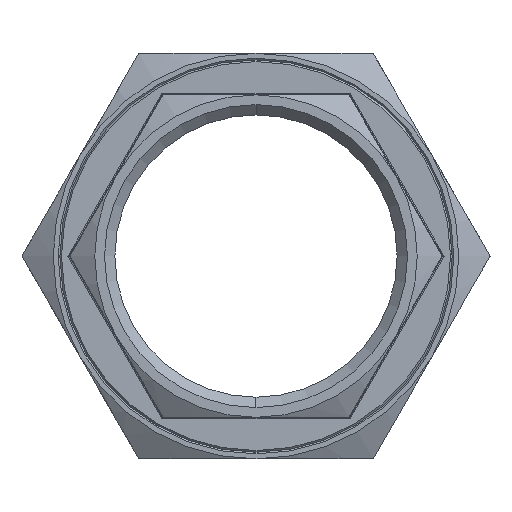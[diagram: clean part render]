
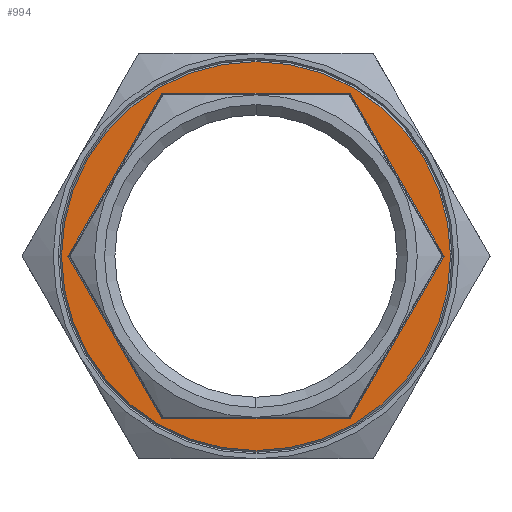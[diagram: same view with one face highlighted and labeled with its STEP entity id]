
A CAD part, left-side view. The second image highlights one B-rep face of the part: STEP entity #994.
In plain terms, the highlighted planar face has unit normal (-1, 0, 0).
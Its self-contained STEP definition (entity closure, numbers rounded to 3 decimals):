
#102 = AXIS2_PLACEMENT_3D ( 'NONE', #7633, #6317, #7581 ) ;
#135 = VERTEX_POINT ( 'NONE', #13827 ) ;
#200 = CARTESIAN_POINT ( 'NONE',  ( -16., -28.29, 49. ) ) ;
#360 = VERTEX_POINT ( 'NONE', #8447 ) ;
#594 = VERTEX_POINT ( 'NONE', #13815 ) ;
#653 = PLANE ( 'NONE',  #11291 ) ;
#700 = DIRECTION ( 'NONE',  ( 0., -1., 0. ) ) ;
#994 = ADVANCED_FACE ( 'NONE', ( #14290, #11057 ), #653, .T. ) ;
#1102 = VECTOR ( 'NONE', #11843, 1000. ) ;
#1198 = AXIS2_PLACEMENT_3D ( 'NONE', #10797, #11971, #13186 ) ;
#1373 = VECTOR ( 'NONE', #7428, 1000. ) ;
#1476 = VERTEX_POINT ( 'NONE', #7455 ) ;
#1570 = LINE ( 'NONE', #14665, #9301 ) ;
#1826 = CARTESIAN_POINT ( 'NONE',  ( -16., 0., 0. ) ) ;
#2073 = CARTESIAN_POINT ( 'NONE',  ( -16., 28.29, -49. ) ) ;
#2222 = ORIENTED_EDGE ( 'NONE', *, *, #5607, .F. ) ;
#2856 = VECTOR ( 'NONE', #7719, 1000. ) ;
#3251 = EDGE_LOOP ( 'NONE', ( #6310, #13810 ) ) ;
#3953 = VERTEX_POINT ( 'NONE', #10978 ) ;
#4439 = EDGE_CURVE ( 'NONE', #360, #5051, #14602, .T. ) ;
#4453 = CARTESIAN_POINT ( 'NONE',  ( -16., -35.435, -36.625 ) ) ;
#4737 = ORIENTED_EDGE ( 'NONE', *, *, #7171, .F. ) ;
#4762 = VERTEX_POINT ( 'NONE', #2073 ) ;
#4813 = EDGE_LOOP ( 'NONE', ( #4737, #5183, #2222, #15676, #7408, #12274 ) ) ;
#5051 = VERTEX_POINT ( 'NONE', #200 ) ;
#5183 = ORIENTED_EDGE ( 'NONE', *, *, #8546, .F. ) ;
#5549 = VERTEX_POINT ( 'NONE', #12639 ) ;
#5607 = EDGE_CURVE ( 'NONE', #5051, #5549, #6752, .T. ) ;
#5838 = EDGE_CURVE ( 'NONE', #135, #360, #15515, .T. ) ;
#5852 = CARTESIAN_POINT ( 'NONE',  ( -16., -49.436, 12.375 ) ) ;
#6005 = DIRECTION ( 'NONE',  ( 0., 0.5, 0.866 ) ) ;
#6215 = CARTESIAN_POINT ( 'NONE',  ( -16., 14.001, -49. ) ) ;
#6310 = ORIENTED_EDGE ( 'NONE', *, *, #6332, .T. ) ;
#6317 = DIRECTION ( 'NONE',  ( -1., 0., 0. ) ) ;
#6332 = EDGE_CURVE ( 'NONE', #3953, #1476, #7852, .T. ) ;
#6450 = CIRCLE ( 'NONE', #1198, 58.5 ) ;
#6752 = LINE ( 'NONE', #7660, #2856 ) ;
#7171 = EDGE_CURVE ( 'NONE', #594, #4762, #13911, .T. ) ;
#7408 = ORIENTED_EDGE ( 'NONE', *, *, #5838, .F. ) ;
#7428 = DIRECTION ( 'NONE',  ( 0., -1., 0. ) ) ;
#7455 = CARTESIAN_POINT ( 'NONE',  ( -16., 0., -58.5 ) ) ;
#7581 = DIRECTION ( 'NONE',  ( 0., 0., 1. ) ) ;
#7633 = CARTESIAN_POINT ( 'NONE',  ( -16., 0., 0. ) ) ;
#7660 = CARTESIAN_POINT ( 'NONE',  ( -16., -14.001, 49. ) ) ;
#7719 = DIRECTION ( 'NONE',  ( 0., 1., 0. ) ) ;
#7852 = CIRCLE ( 'NONE', #102, 58.5 ) ;
#8161 = EDGE_CURVE ( 'NONE', #4762, #135, #11176, .T. ) ;
#8447 = CARTESIAN_POINT ( 'NONE',  ( -16., -56.58, 0. ) ) ;
#8546 = EDGE_CURVE ( 'NONE', #5549, #594, #1570, .T. ) ;
#8934 = CARTESIAN_POINT ( 'NONE',  ( -16., 49.436, -12.375 ) ) ;
#9301 = VECTOR ( 'NONE', #13328, 1000. ) ;
#10212 = DIRECTION ( 'NONE',  ( 0., -0.5, -0.866 ) ) ;
#10689 = VECTOR ( 'NONE', #10212, 1000. ) ;
#10797 = CARTESIAN_POINT ( 'NONE',  ( -16., 0., 0. ) ) ;
#10978 = CARTESIAN_POINT ( 'NONE',  ( -16., 0., 58.5 ) ) ;
#11057 = FACE_BOUND ( 'NONE', #4813, .T. ) ;
#11176 = LINE ( 'NONE', #6215, #1373 ) ;
#11291 = AXIS2_PLACEMENT_3D ( 'NONE', #1826, #12905, #700 ) ;
#11668 = EDGE_CURVE ( 'NONE', #1476, #3953, #6450, .T. ) ;
#11843 = DIRECTION ( 'NONE',  ( 0., -0.5, 0.866 ) ) ;
#11971 = DIRECTION ( 'NONE',  ( -1., 0., 0. ) ) ;
#12274 = ORIENTED_EDGE ( 'NONE', *, *, #8161, .F. ) ;
#12639 = CARTESIAN_POINT ( 'NONE',  ( -16., 28.29, 49. ) ) ;
#12905 = DIRECTION ( 'NONE',  ( -1., 0., 0. ) ) ;
#13186 = DIRECTION ( 'NONE',  ( 0., 0., 1. ) ) ;
#13328 = DIRECTION ( 'NONE',  ( 0., 0.5, -0.866 ) ) ;
#13810 = ORIENTED_EDGE ( 'NONE', *, *, #11668, .T. ) ;
#13815 = CARTESIAN_POINT ( 'NONE',  ( -16., 56.58, 0. ) ) ;
#13827 = CARTESIAN_POINT ( 'NONE',  ( -16., -28.29, -49. ) ) ;
#13911 = LINE ( 'NONE', #8934, #10689 ) ;
#14290 = FACE_OUTER_BOUND ( 'NONE', #3251, .T. ) ;
#14602 = LINE ( 'NONE', #5852, #15764 ) ;
#14665 = CARTESIAN_POINT ( 'NONE',  ( -16., 35.435, 36.625 ) ) ;
#15515 = LINE ( 'NONE', #4453, #1102 ) ;
#15676 = ORIENTED_EDGE ( 'NONE', *, *, #4439, .F. ) ;
#15764 = VECTOR ( 'NONE', #6005, 1000. ) ;
